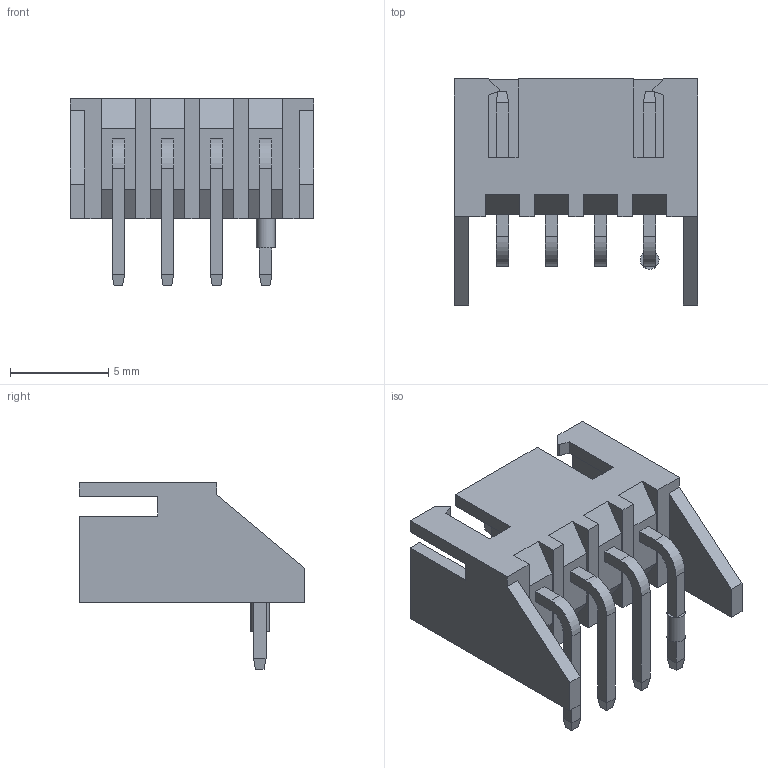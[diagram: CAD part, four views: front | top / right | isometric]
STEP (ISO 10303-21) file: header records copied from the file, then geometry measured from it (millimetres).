
FILE_DESCRIPTION (( 'STEP AP214' ), '1' );
FILE_NAME ('C07D0F74-A2F5-4619-9586-6723A797764A.STEP', '2023-08-15T10:38:15', ( '' ), ( '' ), 'SwSTEP 2.0', 'SolidWorks 2022', '' );
FILE_SCHEMA (( 'AUTOMOTIVE_DESIGN' ));
Length unit declared in the file: millimetre
Products named in the file (1): C07D0F74-A2F5-4619-9586-6723A797764A
Bounding box: 12.4 x 11.5 x 9.5 mm (x, y, z)
Volume: 223.3 mm3; surface area: 819.4 mm2
Topology: 1 solids, 1 shells, 157 faces, 403 edges, 258 vertices
Faces by surface type: plane 144, cylinder 13
Entity records: 5880 total; most frequent: CARTESIAN_POINT 819, ORIENTED_EDGE 806, DIRECTION 745, EDGE_CURVE 403, VECTOR 377, LINE 377, VERTEX_POINT 258, AXIS2_PLACEMENT_3D 184
